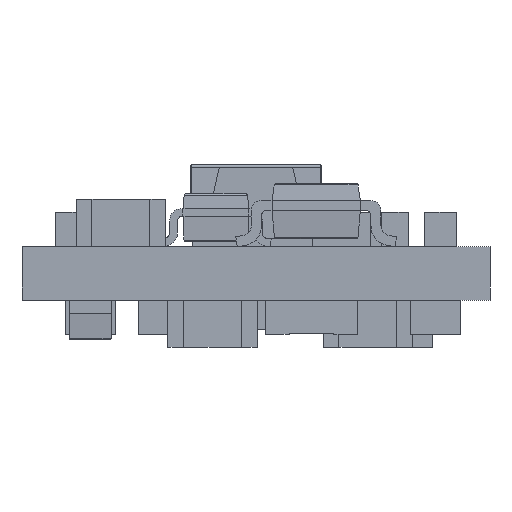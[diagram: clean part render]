
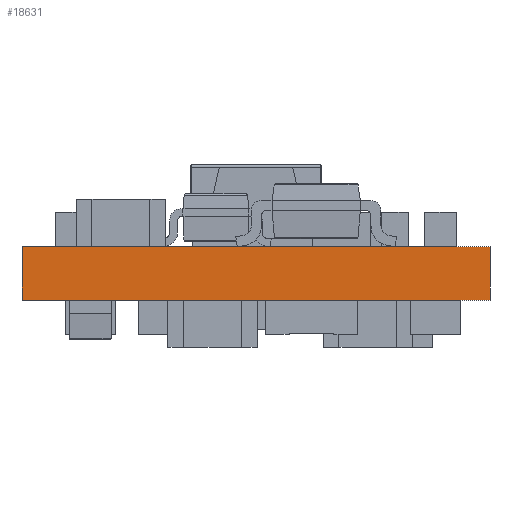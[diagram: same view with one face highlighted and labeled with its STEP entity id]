
A CAD part, front view. The second image highlights one B-rep face of the part: STEP entity #18631.
In plain terms, the highlighted planar face has unit normal (0, -1, 0).
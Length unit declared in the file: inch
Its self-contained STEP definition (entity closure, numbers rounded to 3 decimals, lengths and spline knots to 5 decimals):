
#681 = DIRECTION ( 'NONE',  ( 1., 0., 0. ) ) ;
#4987 = VECTOR ( 'NONE', #25872, 39.37008 ) ;
#5176 = CARTESIAN_POINT ( 'NONE',  ( 0., 0., 0.04 ) ) ;
#5607 = CARTESIAN_POINT ( 'NONE',  ( 0.35, 0., 0.04 ) ) ;
#9175 = ORIENTED_EDGE ( 'NONE', *, *, #30773, .T. ) ;
#9462 = LINE ( 'NONE', #5607, #11433 ) ;
#10161 = AXIS2_PLACEMENT_3D ( 'NONE', #5176, #17305, #13224 ) ;
#10672 = VECTOR ( 'NONE', #18282, 39.37008 ) ;
#11433 = VECTOR ( 'NONE', #21310, 39.37008 ) ;
#13224 = DIRECTION ( 'NONE',  ( 0., 0., 1. ) ) ;
#15840 = VERTEX_POINT ( 'NONE', #28355 ) ;
#17305 = DIRECTION ( 'NONE',  ( 0., 1., 0. ) ) ;
#17579 = PLANE ( 'NONE',  #10161 ) ;
#17796 = CARTESIAN_POINT ( 'NONE',  ( 0., 0., 0.04 ) ) ;
#17901 = CARTESIAN_POINT ( 'NONE',  ( 0., 0., 0.04 ) ) ;
#18122 = ORIENTED_EDGE ( 'NONE', *, *, #36371, .T. ) ;
#18282 = DIRECTION ( 'NONE',  ( 1., 0., 0. ) ) ;
#18328 = VERTEX_POINT ( 'NONE', #25398 ) ;
#18631 = ADVANCED_FACE ( 'NONE', ( #20901 ), #17579, .F. ) ;
#20901 = FACE_OUTER_BOUND ( 'NONE', #32199, .T. ) ;
#21310 = DIRECTION ( 'NONE',  ( 0., 0., -1. ) ) ;
#21933 = ORIENTED_EDGE ( 'NONE', *, *, #34219, .F. ) ;
#21949 = ORIENTED_EDGE ( 'NONE', *, *, #44302, .F. ) ;
#25398 = CARTESIAN_POINT ( 'NONE',  ( 0., 0., 0.04 ) ) ;
#25872 = DIRECTION ( 'NONE',  ( 0., 0., -1. ) ) ;
#28355 = CARTESIAN_POINT ( 'NONE',  ( 0.35, 0., 0. ) ) ;
#30773 = EDGE_CURVE ( 'NONE', #48849, #15840, #36076, .T. ) ;
#32199 = EDGE_LOOP ( 'NONE', ( #9175, #21949, #21933, #18122 ) ) ;
#34219 = EDGE_CURVE ( 'NONE', #18328, #41797, #41253, .T. ) ;
#36076 = LINE ( 'NONE', #47700, #45018 ) ;
#36371 = EDGE_CURVE ( 'NONE', #18328, #48849, #41094, .T. ) ;
#41094 = LINE ( 'NONE', #17901, #4987 ) ;
#41127 = CARTESIAN_POINT ( 'NONE',  ( 0., 0., 0. ) ) ;
#41253 = LINE ( 'NONE', #17796, #10672 ) ;
#41797 = VERTEX_POINT ( 'NONE', #44534 ) ;
#44302 = EDGE_CURVE ( 'NONE', #41797, #15840, #9462, .T. ) ;
#44534 = CARTESIAN_POINT ( 'NONE',  ( 0.35, 0., 0.04 ) ) ;
#45018 = VECTOR ( 'NONE', #681, 39.37008 ) ;
#47700 = CARTESIAN_POINT ( 'NONE',  ( 0., 0., 0. ) ) ;
#48849 = VERTEX_POINT ( 'NONE', #41127 ) ;
